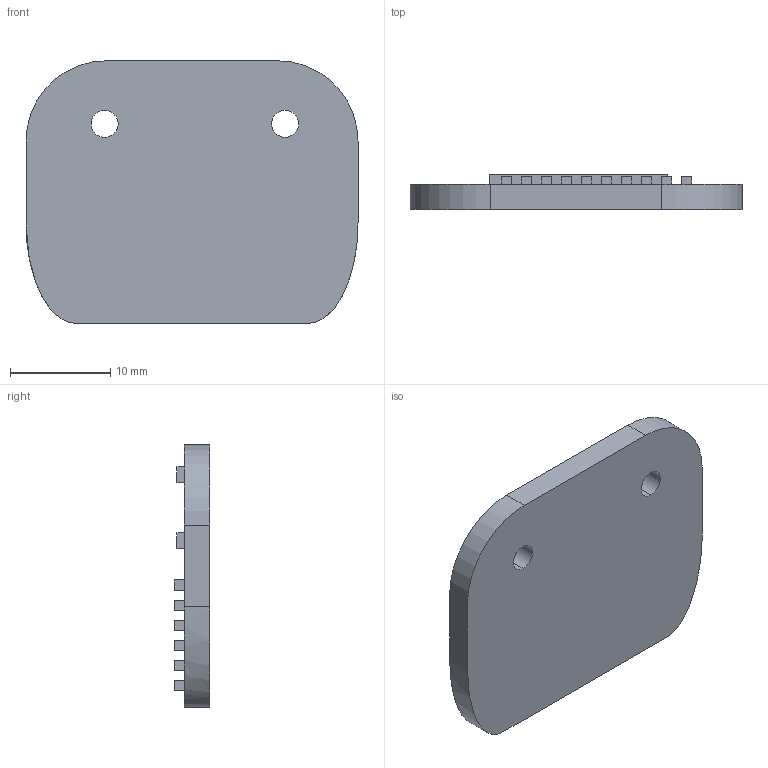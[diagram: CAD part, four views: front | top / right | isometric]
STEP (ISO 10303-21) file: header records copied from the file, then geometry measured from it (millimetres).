
FILE_DESCRIPTION (( 'STEP AP214' ), '1' );
FILE_NAME ('Sketch-1 - Top.STEP', '2020-12-04T20:28:30', ( '' ), ( '' ), 'SwSTEP 2.0', 'SolidWorks 2020', '' );
FILE_SCHEMA (( 'AUTOMOTIVE_DESIGN' ));
Length unit declared in the file: millimetre
Products named in the file (1): Sketch-1 - Top
Bounding box: 33.1 x 3.5 x 26.17 mm (x, y, z)
Volume: 2144.3 mm3; surface area: 2220.6 mm2
Topology: 1 solids, 1 shells, 144 faces, 348 edges, 232 vertices
Faces by surface type: plane 136, cylinder 6, bspline 2
Entity records: 4338 total; most frequent: CARTESIAN_POINT 921, ORIENTED_EDGE 696, DIRECTION 638, EDGE_CURVE 348, VECTOR 328, LINE 328, VERTEX_POINT 232, EDGE_LOOP 174
